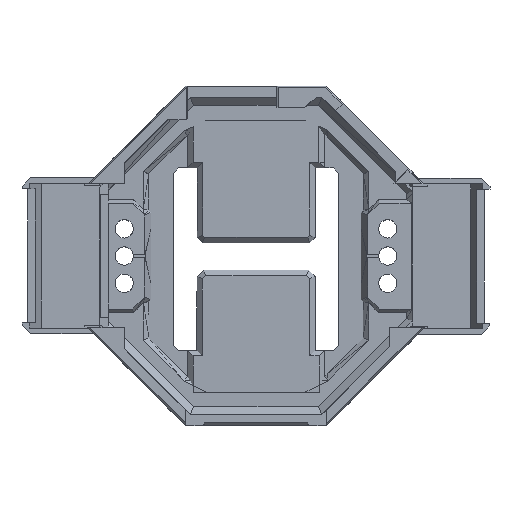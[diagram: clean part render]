
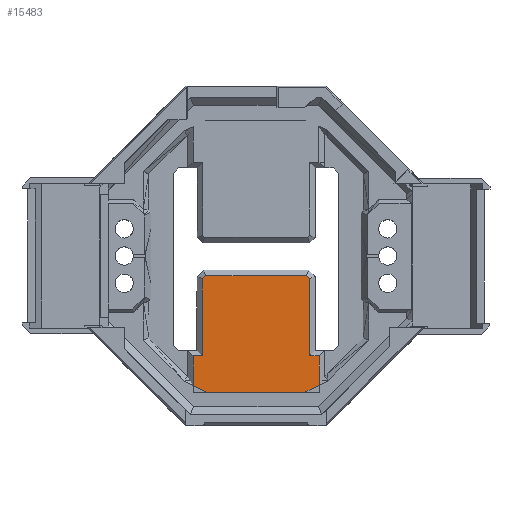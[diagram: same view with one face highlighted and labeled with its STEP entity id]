
A CAD part, top view. The second image highlights one B-rep face of the part: STEP entity #15483.
In plain terms, the highlighted planar face has unit normal (0, 0, 1).
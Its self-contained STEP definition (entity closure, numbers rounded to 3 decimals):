
#1019=FACE_OUTER_BOUND('',#2049,.T.);
#2049=EDGE_LOOP('',(#13302,#13303,#13304,#13305,#13306,#13307,#13308,#13309,
#13310,#13311));
#4062=LINE('',#24629,#6130);
#4066=LINE('',#24637,#6134);
#4067=LINE('',#24639,#6135);
#4068=LINE('',#24641,#6136);
#4069=LINE('',#24643,#6137);
#4070=LINE('',#24645,#6138);
#4071=LINE('',#24647,#6139);
#4072=LINE('',#24649,#6140);
#4073=LINE('',#24651,#6141);
#4074=LINE('',#24652,#6142);
#6130=VECTOR('',#20508,10.);
#6134=VECTOR('',#20514,10.);
#6135=VECTOR('',#20515,10.);
#6136=VECTOR('',#20516,10.);
#6137=VECTOR('',#20517,10.);
#6138=VECTOR('',#20518,10.);
#6139=VECTOR('',#20519,10.);
#6140=VECTOR('',#20520,10.);
#6141=VECTOR('',#20521,10.);
#6142=VECTOR('',#20522,10.);
#7215=VERTEX_POINT('',#24626);
#7216=VERTEX_POINT('',#24628);
#7219=VERTEX_POINT('',#24636);
#7220=VERTEX_POINT('',#24638);
#7221=VERTEX_POINT('',#24640);
#7222=VERTEX_POINT('',#24642);
#7223=VERTEX_POINT('',#24644);
#7224=VERTEX_POINT('',#24646);
#7225=VERTEX_POINT('',#24648);
#7226=VERTEX_POINT('',#24650);
#9252=EDGE_CURVE('',#7215,#7216,#4062,.T.);
#9256=EDGE_CURVE('',#7219,#7215,#4066,.T.);
#9257=EDGE_CURVE('',#7220,#7219,#4067,.T.);
#9258=EDGE_CURVE('',#7221,#7220,#4068,.T.);
#9259=EDGE_CURVE('',#7222,#7221,#4069,.T.);
#9260=EDGE_CURVE('',#7223,#7222,#4070,.T.);
#9261=EDGE_CURVE('',#7224,#7223,#4071,.T.);
#9262=EDGE_CURVE('',#7225,#7224,#4072,.T.);
#9263=EDGE_CURVE('',#7226,#7225,#4073,.T.);
#9264=EDGE_CURVE('',#7226,#7216,#4074,.T.);
#13302=ORIENTED_EDGE('',*,*,#9252,.F.);
#13303=ORIENTED_EDGE('',*,*,#9256,.F.);
#13304=ORIENTED_EDGE('',*,*,#9257,.F.);
#13305=ORIENTED_EDGE('',*,*,#9258,.F.);
#13306=ORIENTED_EDGE('',*,*,#9259,.F.);
#13307=ORIENTED_EDGE('',*,*,#9260,.F.);
#13308=ORIENTED_EDGE('',*,*,#9261,.F.);
#13309=ORIENTED_EDGE('',*,*,#9262,.F.);
#13310=ORIENTED_EDGE('',*,*,#9263,.F.);
#13311=ORIENTED_EDGE('',*,*,#9264,.T.);
#14463=PLANE('',#16521);
#15483=ADVANCED_FACE('',(#1019),#14463,.T.);
#16521=AXIS2_PLACEMENT_3D('',#24635,#20512,#20513);
#20508=DIRECTION('',(0.,-1.,0.));
#20512=DIRECTION('center_axis',(0.,0.,1.));
#20513=DIRECTION('ref_axis',(1.,0.,0.));
#20514=DIRECTION('',(1.,0.,0.));
#20515=DIRECTION('',(0.,-1.,0.));
#20516=DIRECTION('',(0.707,-0.707,0.));
#20517=DIRECTION('',(1.,0.,0.));
#20518=DIRECTION('',(0.707,0.707,0.));
#20519=DIRECTION('',(0.003,1.,0.));
#20520=DIRECTION('',(1.,0.,0.));
#20521=DIRECTION('',(0.,1.,0.));
#20522=DIRECTION('',(1.,0.,0.));
#24626=CARTESIAN_POINT('',(11.201,-24.176,-5.3));
#24628=CARTESIAN_POINT('',(11.201,-30.894,-5.3));
#24629=CARTESIAN_POINT('',(11.201,-20.322,-5.3));
#24635=CARTESIAN_POINT('Origin',(-0.402,-9.75,-5.3));
#24636=CARTESIAN_POINT('',(9.452,-24.176,-5.3));
#24637=CARTESIAN_POINT('',(5.025,-24.176,-5.3));
#24638=CARTESIAN_POINT('',(9.452,-9.997,-5.3));
#24639=CARTESIAN_POINT('',(9.452,-9.076,-5.3));
#24640=CARTESIAN_POINT('',(8.856,-9.401,-5.3));
#24641=CARTESIAN_POINT('',(6.482,-7.027,-5.3));
#24642=CARTESIAN_POINT('',(-9.651,-9.401,-5.3));
#24643=CARTESIAN_POINT('',(-5.833,-9.401,-5.3));
#24644=CARTESIAN_POINT('',(-10.268,-10.018,-5.3));
#24645=CARTESIAN_POINT('',(-7.88,-7.631,-5.3));
#24646=CARTESIAN_POINT('',(-10.308,-24.176,-5.3));
#24647=CARTESIAN_POINT('',(-10.286,-16.461,-5.3));
#24648=CARTESIAN_POINT('',(-12.006,-24.176,-5.3));
#24649=CARTESIAN_POINT('',(-6.694,-24.176,-5.3));
#24650=CARTESIAN_POINT('',(-12.006,-30.894,-5.3));
#24651=CARTESIAN_POINT('',(-12.006,0.822,-5.3));
#24652=CARTESIAN_POINT('',(12.181,-30.894,-5.3));
